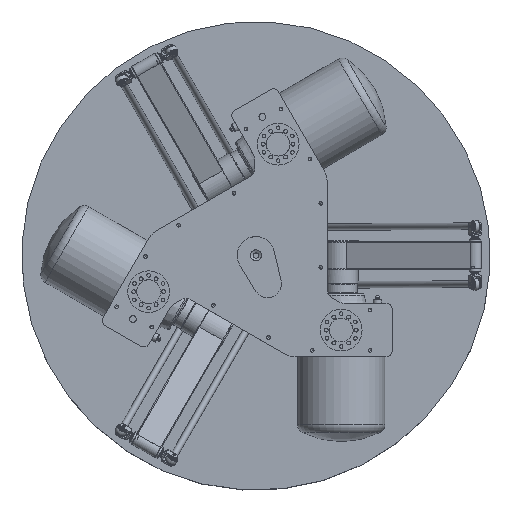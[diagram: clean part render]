
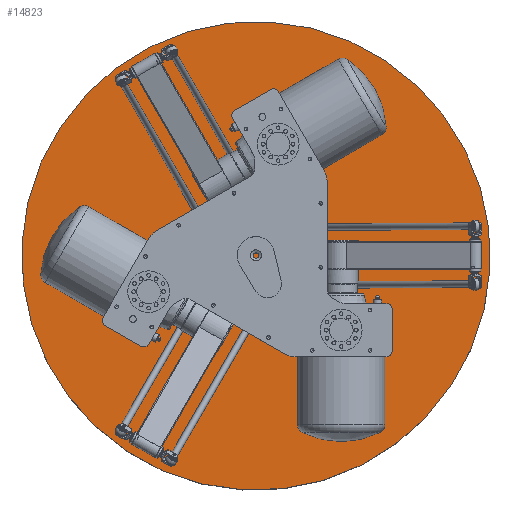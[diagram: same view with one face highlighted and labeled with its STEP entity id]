
A CAD part, top view. The second image highlights one B-rep face of the part: STEP entity #14823.
In plain terms, the highlighted face is planar.
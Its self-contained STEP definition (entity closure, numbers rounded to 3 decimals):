
#2222=PLANE('',#16391);
#3893=FACE_OUTER_BOUND('',#5091,.T.);
#5091=EDGE_LOOP('',(#11831));
#6282=CIRCLE('',#16390,550.);
#7352=VERTEX_POINT('',#26172);
#9001=EDGE_CURVE('',#7352,#7352,#6282,.T.);
#11831=ORIENTED_EDGE('',*,*,#9001,.T.);
#14823=ADVANCED_FACE('',(#3893),#2222,.T.);
#16390=AXIS2_PLACEMENT_3D('',#26173,#19353,#19354);
#16391=AXIS2_PLACEMENT_3D('',#26174,#19355,#19356);
#19353=DIRECTION('center_axis',(0.,1.,0.));
#19354=DIRECTION('ref_axis',(-1.,0.,0.));
#19355=DIRECTION('center_axis',(0.,1.,0.));
#19356=DIRECTION('ref_axis',(0.,0.,1.));
#26172=CARTESIAN_POINT('',(-550.,0.,0.));
#26173=CARTESIAN_POINT('Origin',(0.,0.,0.));
#26174=CARTESIAN_POINT('Origin',(-275.,0.,0.));
